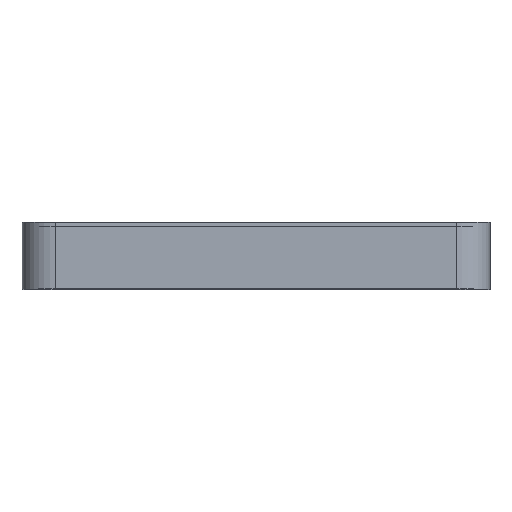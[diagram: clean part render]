
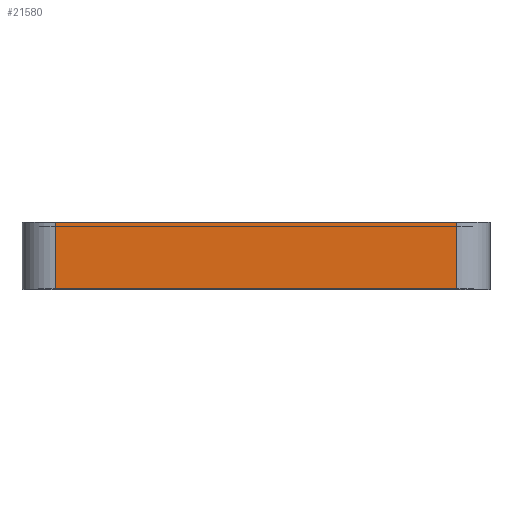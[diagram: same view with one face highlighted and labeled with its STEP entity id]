
A CAD part, top view. The second image highlights one B-rep face of the part: STEP entity #21580.
In plain terms, the highlighted planar face has unit normal (0, 0, 1).
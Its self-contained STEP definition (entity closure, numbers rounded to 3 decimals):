
#33=DIRECTION('',(1.,0.,0.));
#34=VECTOR('',#33,240.);
#35=CARTESIAN_POINT('',(-120.,45.,150.));
#36=LINE('',#35,#34);
#360=DIRECTION('',(1.,0.,0.));
#361=VECTOR('',#360,240.);
#362=CARTESIAN_POINT('',(-120.,5.,150.));
#363=LINE('',#362,#361);
#3598=DIRECTION('',(0.,-1.,0.));
#3599=VECTOR('',#3598,40.);
#3600=CARTESIAN_POINT('',(-120.,45.,150.));
#3601=LINE('',#3600,#3599);
#3602=DIRECTION('',(0.,-1.,0.));
#3603=VECTOR('',#3602,40.);
#3604=CARTESIAN_POINT('',(120.,45.,150.));
#3605=LINE('',#3604,#3603);
#14512=CARTESIAN_POINT('',(-120.,45.,150.));
#14514=VERTEX_POINT('',#14512);
#14515=CARTESIAN_POINT('',(120.,45.,150.));
#14517=VERTEX_POINT('',#14515);
#14689=CARTESIAN_POINT('',(-120.,5.,150.));
#14690=CARTESIAN_POINT('',(120.,5.,150.));
#14691=VERTEX_POINT('',#14689);
#14692=VERTEX_POINT('',#14690);
#21569=CARTESIAN_POINT('',(-140.,0.,150.));
#21570=DIRECTION('',(0.,0.,1.));
#21571=DIRECTION('',(1.,0.,0.));
#21572=AXIS2_PLACEMENT_3D('',#21569,#21570,#21571);
#21573=PLANE('',#21572);
#21574=ORIENTED_EDGE('',*,*,#19329,.F.);
#21575=ORIENTED_EDGE('',*,*,#19140,.T.);
#21576=ORIENTED_EDGE('',*,*,#21562,.T.);
#21577=ORIENTED_EDGE('',*,*,#19342,.F.);
#21578=EDGE_LOOP('',(#21574,#21575,#21576,#21577));
#21579=FACE_OUTER_BOUND('',#21578,.F.);
#21580=ADVANCED_FACE('',(#21579),#21573,.T.);
#19140=EDGE_CURVE('',#14514,#14517,#36,.T.);
#19329=EDGE_CURVE('',#14514,#14691,#3601,.T.);
#19342=EDGE_CURVE('',#14691,#14692,#363,.T.);
#21562=EDGE_CURVE('',#14517,#14692,#3605,.T.);
